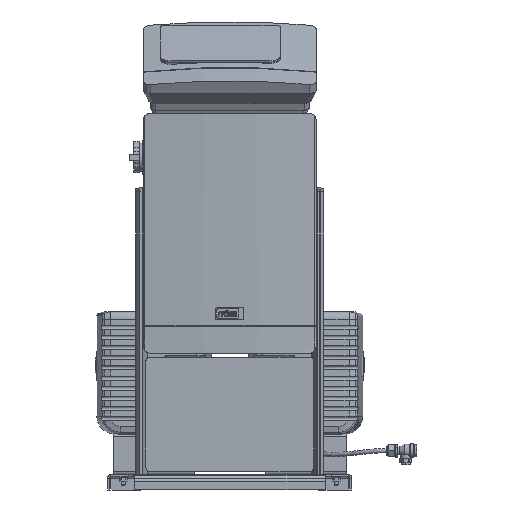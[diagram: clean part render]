
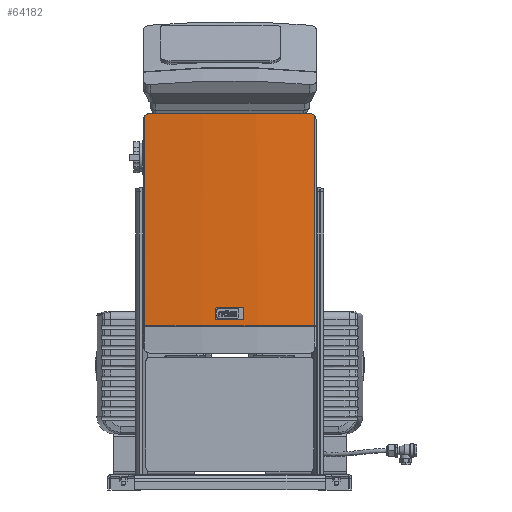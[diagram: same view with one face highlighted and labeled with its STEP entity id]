
A CAD part, front view. The second image highlights one B-rep face of the part: STEP entity #64182.
In plain terms, the highlighted cylindrical face has radius 1452.14 mm (diameter 2904.28 mm), a partial arc.
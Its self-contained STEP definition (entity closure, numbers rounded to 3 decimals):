
#1447=B_SPLINE_CURVE_WITH_KNOTS('',3,(#113033,#113034,#113035,#113036,#113037,
#113038,#113039,#113040,#113041,#113042,#113043,#113044),.UNSPECIFIED.,
 .F.,.F.,(4,2,2,2,2,4),(50.621,52.857,55.511,
58.165,60.819,63.473),.UNSPECIFIED.);
#1448=B_SPLINE_CURVE_WITH_KNOTS('',3,(#113047,#113048,#113049,#113050,#113051,
#113052,#113053,#113054,#113055,#113056,#113057,#113058),.UNSPECIFIED.,
 .F.,.F.,(4,2,2,2,2,4),(21.151,23.805,26.459,
29.113,31.768,34.003),.UNSPECIFIED.);
#3532=CIRCLE('',#70110,1452.138);
#3538=CIRCLE('',#70122,1452.138);
#4853=CYLINDRICAL_SURFACE('',#70121,1452.138);
#8222=FACE_OUTER_BOUND('',#12508,.T.);
#12508=EDGE_LOOP('',(#54865,#54866,#54867,#54868,#54869,#54870));
#18082=LINE('',#112974,#24192);
#18085=LINE('',#113031,#24195);
#24192=VECTOR('',#85731,1.);
#24195=VECTOR('',#85740,1.);
#30522=VERTEX_POINT('',#112926);
#30523=VERTEX_POINT('',#112928);
#30532=VERTEX_POINT('',#112973);
#30537=VERTEX_POINT('',#113030);
#30538=VERTEX_POINT('',#113032);
#30539=VERTEX_POINT('',#113045);
#38893=EDGE_CURVE('',#30523,#30522,#3532,.T.);
#38906=EDGE_CURVE('',#30523,#30532,#18082,.T.);
#38913=EDGE_CURVE('',#30522,#30537,#18085,.T.);
#38914=EDGE_CURVE('',#30537,#30538,#1447,.T.);
#38915=EDGE_CURVE('',#30538,#30539,#3538,.T.);
#38916=EDGE_CURVE('',#30539,#30532,#1448,.T.);
#54865=ORIENTED_EDGE('',*,*,#38893,.T.);
#54866=ORIENTED_EDGE('',*,*,#38913,.T.);
#54867=ORIENTED_EDGE('',*,*,#38914,.T.);
#54868=ORIENTED_EDGE('',*,*,#38915,.T.);
#54869=ORIENTED_EDGE('',*,*,#38916,.T.);
#54870=ORIENTED_EDGE('',*,*,#38906,.F.);
#64182=ADVANCED_FACE('',(#8222),#4853,.T.);
#70110=AXIS2_PLACEMENT_3D('',#112929,#85706,#85707);
#70121=AXIS2_PLACEMENT_3D('',#113029,#85738,#85739);
#70122=AXIS2_PLACEMENT_3D('',#113046,#85741,#85742);
#85706=DIRECTION('center_axis',(0.,0.,1.));
#85707=DIRECTION('ref_axis',(0.,-1.,0.));
#85731=DIRECTION('',(0.,0.,1.));
#85738=DIRECTION('center_axis',(0.,0.,1.));
#85739=DIRECTION('ref_axis',(0.,-1.,0.));
#85740=DIRECTION('',(0.,0.,1.));
#85741=DIRECTION('center_axis',(0.,0.,-1.));
#85742=DIRECTION('ref_axis',(0.,-1.,0.));
#112926=CARTESIAN_POINT('',(167.381,-20.011,297.032));
#112928=CARTESIAN_POINT('',(-167.391,-20.011,297.032));
#112929=CARTESIAN_POINT('Origin',(-0.005,1422.448,
297.032));
#112973=CARTESIAN_POINT('',(-167.391,-20.011,708.178));
#112974=CARTESIAN_POINT('',(-167.391,-20.011,243.032));
#113029=CARTESIAN_POINT('Origin',(-0.005,1422.448,
243.032));
#113030=CARTESIAN_POINT('',(167.381,-20.011,708.178));
#113031=CARTESIAN_POINT('',(167.381,-20.011,243.032));
#113032=CARTESIAN_POINT('',(155.995,-21.287,714.032));
#113033=CARTESIAN_POINT('Ctrl Pts',(167.381,-20.011,
708.178));
#113034=CARTESIAN_POINT('Ctrl Pts',(166.929,-20.063,
708.809));
#113035=CARTESIAN_POINT('Ctrl Pts',(166.431,-20.121,
709.393));
#113036=CARTESIAN_POINT('Ctrl Pts',(165.284,-20.253,
710.543));
#113037=CARTESIAN_POINT('Ctrl Pts',(164.581,-20.333,
711.128));
#113038=CARTESIAN_POINT('Ctrl Pts',(163.049,-20.507,
712.16));
#113039=CARTESIAN_POINT('Ctrl Pts',(162.221,-20.601,
712.606));
#113040=CARTESIAN_POINT('Ctrl Pts',(160.494,-20.794,
713.322));
#113041=CARTESIAN_POINT('Ctrl Pts',(159.594,-20.894,
713.592));
#113042=CARTESIAN_POINT('Ctrl Pts',(157.784,-21.092,
713.947));
#113043=CARTESIAN_POINT('Ctrl Pts',(156.875,-21.192,
714.032));
#113044=CARTESIAN_POINT('Ctrl Pts',(155.995,-21.287,
714.032));
#113045=CARTESIAN_POINT('',(-156.005,-21.287,714.032));
#113046=CARTESIAN_POINT('Origin',(-0.005,1422.448,
714.032));
#113047=CARTESIAN_POINT('Ctrl Pts',(-156.005,-21.287,
714.032));
#113048=CARTESIAN_POINT('Ctrl Pts',(-156.885,-21.192,
714.032));
#113049=CARTESIAN_POINT('Ctrl Pts',(-157.794,-21.092,
713.947));
#113050=CARTESIAN_POINT('Ctrl Pts',(-159.604,-20.894,
713.592));
#113051=CARTESIAN_POINT('Ctrl Pts',(-160.504,-20.794,
713.322));
#113052=CARTESIAN_POINT('Ctrl Pts',(-162.231,-20.601,
712.606));
#113053=CARTESIAN_POINT('Ctrl Pts',(-163.059,-20.507,
712.16));
#113054=CARTESIAN_POINT('Ctrl Pts',(-164.591,-20.333,
711.128));
#113055=CARTESIAN_POINT('Ctrl Pts',(-165.294,-20.253,
710.543));
#113056=CARTESIAN_POINT('Ctrl Pts',(-166.441,-20.121,
709.393));
#113057=CARTESIAN_POINT('Ctrl Pts',(-166.939,-20.063,708.809));
#113058=CARTESIAN_POINT('Ctrl Pts',(-167.391,-20.011,
708.178));
